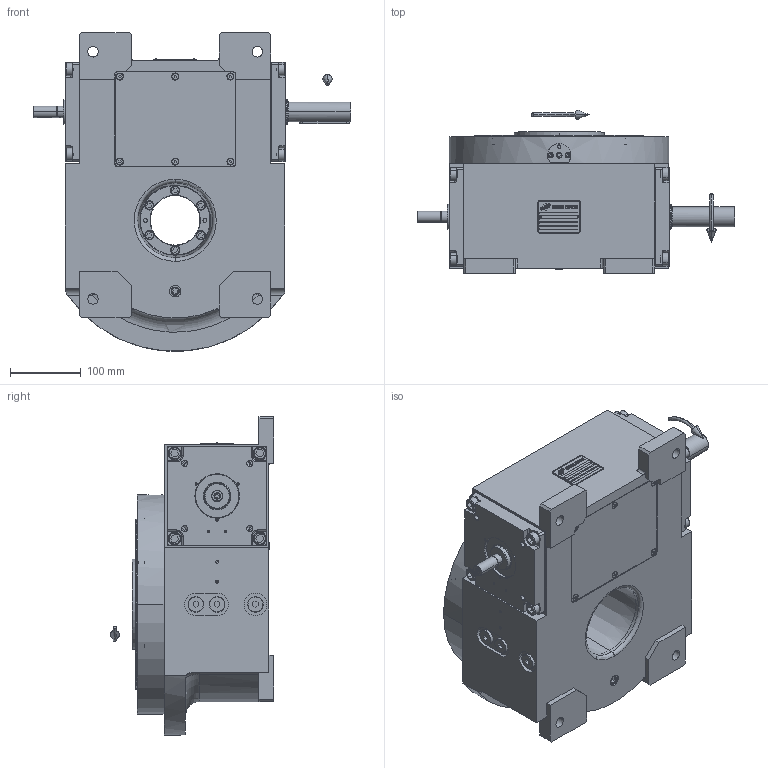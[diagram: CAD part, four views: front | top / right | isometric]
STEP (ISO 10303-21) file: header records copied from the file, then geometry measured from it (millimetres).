
FILE_DESCRIPTION (( 'STEP AP203' ), '1' );
FILE_NAME ('PC5200406.step', '2024-07-05T15:16:37', ( '' ), ( '' ), 'SwSTEP 2.0', 'SolidWorks 2020', '' );
FILE_SCHEMA (( 'CONFIG_CONTROL_DESIGN' ));
Length unit declared in the file: millimetre
Products named in the file (83): cfn2107_01_001; cfn2155_01_095; cfn2003_01_054; cfn2000_01_099; RIG09_005_AF0.stp; CFN2223_02_003.stp; cfn2000_01_081; CFN2356_03_053.stp; cfn2000_01_126; CFN2155_01_195.stp; rig09_004; AS_cfn2476_01_002_60x46; cfn2115_02_057; cfn2000_01_161; RIG09_005_ASM.stp; cfn2276_01_056; cfn2205_01_015; RIG09_021_AF0.stp; AS_rig09_004; AS_900_38_30_003; cfn2077_01_036; CFN2000_01_185.stp; CFN2223_02_004.stp; PC5200406; cfn2128_04_002; AS_rig09_016; AS_rig09_071_8_m; cfn2151_01_170; rig09_003_8; rig09_017; cfn2476_01_002_60x46; CFN2010_02_002.stp; AS_rig09_017; freccia_angolare; cfn2155_01_196; CFN2010_01_020.stp; cfn2104_01_018; rig09_016; freccia_angolare_albero; cfn2151_01_167 ...
Assembly tree (71 placements, depth 5):
  CFN2223_02_003.stp
  CFN2356_03_053.stp
  cfn2115_02_057
  cfn2276_01_056
  cfn2205_01_015
Bounding box: 448.5 x 231 x 450 mm (x, y, z)
Volume: 4791834.7 mm3; surface area: 1232104.4 mm2
Topology: 62 solids, 62 shells, 1990 faces, 4900 edges, 3143 vertices
Faces by surface type: plane 1028, cylinder 625, cone 302, torus 29, sphere 4, bspline 2
Entity records: 69144 total; most frequent: CARTESIAN_POINT 13722, DIRECTION 9905, ORIENTED_EDGE 9480, EDGE_CURVE 4740, AXIS2_PLACEMENT_3D 3401, VECTOR 3103, LINE 3103, VERTEX_POINT 3082
